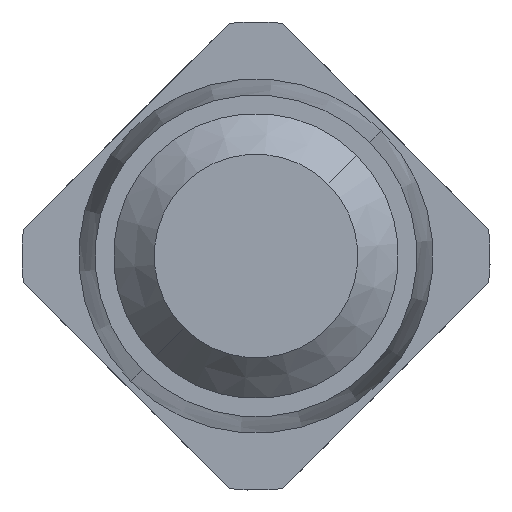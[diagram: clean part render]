
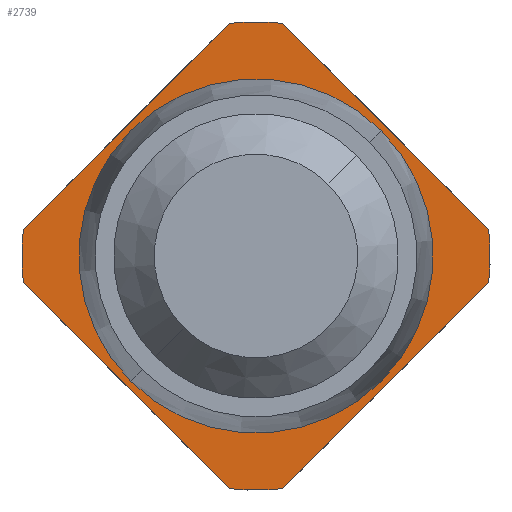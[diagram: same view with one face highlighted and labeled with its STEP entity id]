
A CAD part, front view. The second image highlights one B-rep face of the part: STEP entity #2739.
In plain terms, the highlighted planar face has unit normal (0, -1, 0).
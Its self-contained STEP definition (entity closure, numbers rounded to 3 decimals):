
#16 = ORIENTED_EDGE ( 'NONE', *, *, #2558, .T. ) ;
#75 = EDGE_CURVE ( 'NONE', #577, #1865, #789, .T. ) ;
#139 = VERTEX_POINT ( 'NONE', #1267 ) ;
#249 = CIRCLE ( 'NONE', #1089, 0.575 ) ;
#268 = CIRCLE ( 'NONE', #2546, 0.435 ) ;
#501 = CARTESIAN_POINT ( 'NONE',  ( -0.308, 37.5, -0.308 ) ) ;
#545 = CARTESIAN_POINT ( 'NONE',  ( 0., 37.5, 0. ) ) ;
#577 = VERTEX_POINT ( 'NONE', #1578 ) ;
#587 = VERTEX_POINT ( 'NONE', #3310 ) ;
#643 = VECTOR ( 'NONE', #1650, 1000. ) ;
#673 = EDGE_CURVE ( 'NONE', #924, #1423, #1870, .T. ) ;
#701 = EDGE_CURVE ( 'NONE', #1279, #2574, #249, .T. ) ;
#727 = DIRECTION ( 'NONE',  ( 0.707, 0., 0.707 ) ) ;
#782 = DIRECTION ( 'NONE',  ( 0., -1., 0. ) ) ;
#789 = LINE ( 'NONE', #3117, #643 ) ;
#819 = CARTESIAN_POINT ( 'NONE',  ( 0., 37.5, 0. ) ) ;
#842 = CARTESIAN_POINT ( 'NONE',  ( 0.318, 37.5, -0.318 ) ) ;
#897 = CARTESIAN_POINT ( 'NONE',  ( -0.725, 37.5, 0.088 ) ) ;
#924 = VERTEX_POINT ( 'NONE', #1845 ) ;
#1013 = CARTESIAN_POINT ( 'NONE',  ( 0., 37.5, 0. ) ) ;
#1024 = ORIENTED_EDGE ( 'NONE', *, *, #1641, .T. ) ;
#1040 = DIRECTION ( 'NONE',  ( -0.707, 0., 0.707 ) ) ;
#1058 = VECTOR ( 'NONE', #1040, 1000. ) ;
#1089 = AXIS2_PLACEMENT_3D ( 'NONE', #1013, #3570, #2819 ) ;
#1116 = EDGE_CURVE ( 'NONE', #3482, #587, #1947, .T. ) ;
#1122 = CIRCLE ( 'NONE', #3221, 0.575 ) ;
#1160 = FACE_BOUND ( 'NONE', #2743, .T. ) ;
#1197 = PLANE ( 'NONE',  #2309 ) ;
#1267 = CARTESIAN_POINT ( 'NONE',  ( -0.571, 37.5, -0.065 ) ) ;
#1279 = VERTEX_POINT ( 'NONE', #1409 ) ;
#1313 = EDGE_CURVE ( 'NONE', #2574, #1514, #3419, .T. ) ;
#1408 = ORIENTED_EDGE ( 'NONE', *, *, #2302, .F. ) ;
#1409 = CARTESIAN_POINT ( 'NONE',  ( -0.065, 37.5, -0.571 ) ) ;
#1423 = VERTEX_POINT ( 'NONE', #501 ) ;
#1514 = VERTEX_POINT ( 'NONE', #1927 ) ;
#1578 = CARTESIAN_POINT ( 'NONE',  ( -0.065, 37.5, 0.571 ) ) ;
#1610 = DIRECTION ( 'NONE',  ( 0.707, 0., 0.707 ) ) ;
#1641 = EDGE_CURVE ( 'NONE', #139, #1279, #1759, .T. ) ;
#1649 = AXIS2_PLACEMENT_3D ( 'NONE', #545, #2272, #3424 ) ;
#1650 = DIRECTION ( 'NONE',  ( -0.707, 0., -0.707 ) ) ;
#1708 = DIRECTION ( 'NONE',  ( 0.707, 0., 0.707 ) ) ;
#1717 = FACE_OUTER_BOUND ( 'NONE', #3658, .T. ) ;
#1759 = LINE ( 'NONE', #897, #2556 ) ;
#1807 = ORIENTED_EDGE ( 'NONE', *, *, #701, .T. ) ;
#1845 = CARTESIAN_POINT ( 'NONE',  ( 0.308, 37.5, 0.308 ) ) ;
#1865 = VERTEX_POINT ( 'NONE', #1909 ) ;
#1869 = EDGE_CURVE ( 'NONE', #1865, #139, #1122, .T. ) ;
#1870 = CIRCLE ( 'NONE', #2951, 0.435 ) ;
#1909 = CARTESIAN_POINT ( 'NONE',  ( -0.571, 37.5, 0.065 ) ) ;
#1927 = CARTESIAN_POINT ( 'NONE',  ( 0.571, 37.5, -0.065 ) ) ;
#1944 = CIRCLE ( 'NONE', #1649, 0.575 ) ;
#1947 = LINE ( 'NONE', #2764, #1058 ) ;
#2023 = ORIENTED_EDGE ( 'NONE', *, *, #1116, .T. ) ;
#2036 = DIRECTION ( 'NONE',  ( 0.707, 0., -0.707 ) ) ;
#2078 = DIRECTION ( 'NONE',  ( 0.707, 0., 0.707 ) ) ;
#2151 = DIRECTION ( 'NONE',  ( 0., -1., 0. ) ) ;
#2186 = DIRECTION ( 'NONE',  ( 0.707, 0., 0.707 ) ) ;
#2197 = CARTESIAN_POINT ( 'NONE',  ( 0.571, 37.5, 0.065 ) ) ;
#2224 = CARTESIAN_POINT ( 'NONE',  ( 0.065, 37.5, -0.571 ) ) ;
#2272 = DIRECTION ( 'NONE',  ( 0., -1., 0. ) ) ;
#2302 = EDGE_CURVE ( 'NONE', #1423, #924, #268, .T. ) ;
#2309 = AXIS2_PLACEMENT_3D ( 'NONE', #3470, #3129, #2335 ) ;
#2320 = ORIENTED_EDGE ( 'NONE', *, *, #75, .T. ) ;
#2335 = DIRECTION ( 'NONE',  ( 0.707, 0., 0.707 ) ) ;
#2369 = EDGE_CURVE ( 'NONE', #1514, #3482, #1944, .T. ) ;
#2546 = AXIS2_PLACEMENT_3D ( 'NONE', #2557, #3673, #1708 ) ;
#2556 = VECTOR ( 'NONE', #2036, 1000. ) ;
#2557 = CARTESIAN_POINT ( 'NONE',  ( 0., 37.5, 0. ) ) ;
#2558 = EDGE_CURVE ( 'NONE', #587, #577, #3334, .T. ) ;
#2574 = VERTEX_POINT ( 'NONE', #2224 ) ;
#2694 = ORIENTED_EDGE ( 'NONE', *, *, #1313, .T. ) ;
#2734 = CARTESIAN_POINT ( 'NONE',  ( 0., 37.5, 0. ) ) ;
#2739 = ADVANCED_FACE ( 'Defeature ausgef�hrt1_2', ( #1160, #1717 ), #1197, .T. ) ;
#2743 = EDGE_LOOP ( 'NONE', ( #1408, #2878 ) ) ;
#2764 = CARTESIAN_POINT ( 'NONE',  ( -0.088, 37.5, 0.725 ) ) ;
#2819 = DIRECTION ( 'NONE',  ( 0.707, 0., 0.707 ) ) ;
#2878 = ORIENTED_EDGE ( 'NONE', *, *, #673, .F. ) ;
#2938 = ORIENTED_EDGE ( 'NONE', *, *, #2369, .T. ) ;
#2951 = AXIS2_PLACEMENT_3D ( 'NONE', #2734, #2151, #1610 ) ;
#3117 = CARTESIAN_POINT ( 'NONE',  ( -0.318, 37.5, 0.318 ) ) ;
#3129 = DIRECTION ( 'NONE',  ( 0., -1., 0. ) ) ;
#3221 = AXIS2_PLACEMENT_3D ( 'NONE', #3357, #782, #727 ) ;
#3310 = CARTESIAN_POINT ( 'NONE',  ( 0.065, 37.5, 0.571 ) ) ;
#3334 = CIRCLE ( 'NONE', #3515, 0.575 ) ;
#3357 = CARTESIAN_POINT ( 'NONE',  ( 0., 37.5, 0. ) ) ;
#3419 = LINE ( 'NONE', #842, #3639 ) ;
#3424 = DIRECTION ( 'NONE',  ( 0.707, 0., 0.707 ) ) ;
#3427 = ORIENTED_EDGE ( 'NONE', *, *, #1869, .T. ) ;
#3470 = CARTESIAN_POINT ( 'NONE',  ( -0.407, 37.5, 0.407 ) ) ;
#3482 = VERTEX_POINT ( 'NONE', #2197 ) ;
#3515 = AXIS2_PLACEMENT_3D ( 'NONE', #819, #3645, #2186 ) ;
#3570 = DIRECTION ( 'NONE',  ( 0., -1., 0. ) ) ;
#3639 = VECTOR ( 'NONE', #2078, 1000. ) ;
#3645 = DIRECTION ( 'NONE',  ( 0., -1., 0. ) ) ;
#3658 = EDGE_LOOP ( 'NONE', ( #16, #2320, #3427, #1024, #1807, #2694, #2938, #2023 ) ) ;
#3673 = DIRECTION ( 'NONE',  ( 0., -1., 0. ) ) ;
